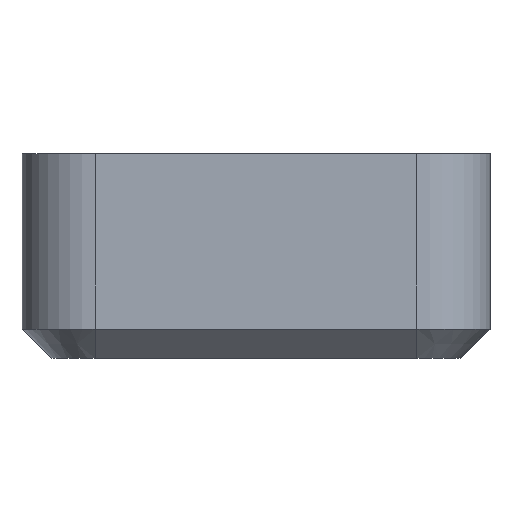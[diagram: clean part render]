
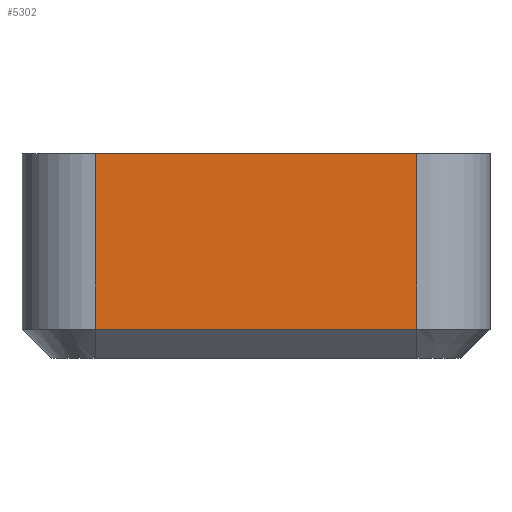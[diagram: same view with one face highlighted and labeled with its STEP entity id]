
A CAD part, left-side view. The second image highlights one B-rep face of the part: STEP entity #5302.
In plain terms, the highlighted planar face has unit normal (-1, 0, 0).
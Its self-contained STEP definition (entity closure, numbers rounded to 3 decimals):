
#2395 = PLANE('',#2396);
#2396 = AXIS2_PLACEMENT_3D('',#2397,#2398,#2399);
#2397 = CARTESIAN_POINT('',(-46.,-16.,7.));
#2398 = DIRECTION('',(0.,0.,1.));
#2399 = DIRECTION('',(1.,0.,0.));
#4209 = EDGE_CURVE('',#4210,#4212,#4214,.T.);
#4210 = VERTEX_POINT('',#4211);
#4211 = CARTESIAN_POINT('',(-46.,-11.,7.));
#4212 = VERTEX_POINT('',#4213);
#4213 = CARTESIAN_POINT('',(-46.,11.,7.));
#4214 = SURFACE_CURVE('',#4215,(#4219,#4226),.PCURVE_S1.);
#4215 = LINE('',#4216,#4217);
#4216 = CARTESIAN_POINT('',(-46.,-16.,7.));
#4217 = VECTOR('',#4218,1.);
#4218 = DIRECTION('',(0.,1.,0.));
#4219 = PCURVE('',#2395,#4220);
#4220 = DEFINITIONAL_REPRESENTATION('',(#4221),#4225);
#4221 = LINE('',#4222,#4223);
#4222 = CARTESIAN_POINT('',(0.,0.));
#4223 = VECTOR('',#4224,1.);
#4224 = DIRECTION('',(0.,1.));
#4225 = ( GEOMETRIC_REPRESENTATION_CONTEXT(2) 
PARAMETRIC_REPRESENTATION_CONTEXT() REPRESENTATION_CONTEXT('2D SPACE',''
  ) );
#4226 = PCURVE('',#4227,#4232);
#4227 = PLANE('',#4228);
#4228 = AXIS2_PLACEMENT_3D('',#4229,#4230,#4231);
#4229 = CARTESIAN_POINT('',(-46.,-16.,-7.));
#4230 = DIRECTION('',(1.,0.,0.));
#4231 = DIRECTION('',(0.,0.,1.));
#4232 = DEFINITIONAL_REPRESENTATION('',(#4233),#4237);
#4233 = LINE('',#4234,#4235);
#4234 = CARTESIAN_POINT('',(14.,0.));
#4235 = VECTOR('',#4236,1.);
#4236 = DIRECTION('',(0.,-1.));
#4237 = ( GEOMETRIC_REPRESENTATION_CONTEXT(2) 
PARAMETRIC_REPRESENTATION_CONTEXT() REPRESENTATION_CONTEXT('2D SPACE',''
  ) );
#4256 = CYLINDRICAL_SURFACE('',#4257,5.);
#4257 = AXIS2_PLACEMENT_3D('',#4258,#4259,#4260);
#4258 = CARTESIAN_POINT('',(-41.,-11.,-7.));
#4259 = DIRECTION('',(0.,0.,1.));
#4260 = DIRECTION('',(-1.,-0.,0.));
#4506 = CYLINDRICAL_SURFACE('',#4507,5.);
#4507 = AXIS2_PLACEMENT_3D('',#4508,#4509,#4510);
#4508 = CARTESIAN_POINT('',(-41.,11.,-7.));
#4509 = DIRECTION('',(0.,0.,1.));
#4510 = DIRECTION('',(-1.,-0.,0.));
#5302 = ADVANCED_FACE('',(#5303),#4227,.F.);
#5303 = FACE_BOUND('',#5304,.F.);
#5304 = EDGE_LOOP('',(#5305,#5328,#5356,#5377));
#5305 = ORIENTED_EDGE('',*,*,#5306,.F.);
#5306 = EDGE_CURVE('',#5307,#4210,#5309,.T.);
#5307 = VERTEX_POINT('',#5308);
#5308 = CARTESIAN_POINT('',(-46.,-11.,-5.));
#5309 = SURFACE_CURVE('',#5310,(#5314,#5321),.PCURVE_S1.);
#5310 = LINE('',#5311,#5312);
#5311 = CARTESIAN_POINT('',(-46.,-11.,-7.));
#5312 = VECTOR('',#5313,1.);
#5313 = DIRECTION('',(0.,0.,1.));
#5314 = PCURVE('',#4227,#5315);
#5315 = DEFINITIONAL_REPRESENTATION('',(#5316),#5320);
#5316 = LINE('',#5317,#5318);
#5317 = CARTESIAN_POINT('',(0.,-5.));
#5318 = VECTOR('',#5319,1.);
#5319 = DIRECTION('',(1.,0.));
#5320 = ( GEOMETRIC_REPRESENTATION_CONTEXT(2) 
PARAMETRIC_REPRESENTATION_CONTEXT() REPRESENTATION_CONTEXT('2D SPACE',''
  ) );
#5321 = PCURVE('',#4256,#5322);
#5322 = DEFINITIONAL_REPRESENTATION('',(#5323),#5327);
#5323 = LINE('',#5324,#5325);
#5324 = CARTESIAN_POINT('',(0.,0.));
#5325 = VECTOR('',#5326,1.);
#5326 = DIRECTION('',(0.,1.));
#5327 = ( GEOMETRIC_REPRESENTATION_CONTEXT(2) 
PARAMETRIC_REPRESENTATION_CONTEXT() REPRESENTATION_CONTEXT('2D SPACE',''
  ) );
#5328 = ORIENTED_EDGE('',*,*,#5329,.T.);
#5329 = EDGE_CURVE('',#5307,#5330,#5332,.T.);
#5330 = VERTEX_POINT('',#5331);
#5331 = CARTESIAN_POINT('',(-46.,11.,-5.));
#5332 = SURFACE_CURVE('',#5333,(#5337,#5344),.PCURVE_S1.);
#5333 = LINE('',#5334,#5335);
#5334 = CARTESIAN_POINT('',(-46.,-11.,-5.));
#5335 = VECTOR('',#5336,1.);
#5336 = DIRECTION('',(0.,1.,0.));
#5337 = PCURVE('',#4227,#5338);
#5338 = DEFINITIONAL_REPRESENTATION('',(#5339),#5343);
#5339 = LINE('',#5340,#5341);
#5340 = CARTESIAN_POINT('',(2.,-5.));
#5341 = VECTOR('',#5342,1.);
#5342 = DIRECTION('',(0.,-1.));
#5343 = ( GEOMETRIC_REPRESENTATION_CONTEXT(2) 
PARAMETRIC_REPRESENTATION_CONTEXT() REPRESENTATION_CONTEXT('2D SPACE',''
  ) );
#5344 = PCURVE('',#5345,#5350);
#5345 = PLANE('',#5346);
#5346 = AXIS2_PLACEMENT_3D('',#5347,#5348,#5349);
#5347 = CARTESIAN_POINT('',(-45.,-11.,-6.));
#5348 = DIRECTION('',(-0.707,0.,-0.707));
#5349 = DIRECTION('',(0.,1.,0.));
#5350 = DEFINITIONAL_REPRESENTATION('',(#5351),#5355);
#5351 = LINE('',#5352,#5353);
#5352 = CARTESIAN_POINT('',(0.,-1.414));
#5353 = VECTOR('',#5354,1.);
#5354 = DIRECTION('',(1.,0.));
#5355 = ( GEOMETRIC_REPRESENTATION_CONTEXT(2) 
PARAMETRIC_REPRESENTATION_CONTEXT() REPRESENTATION_CONTEXT('2D SPACE',''
  ) );
#5356 = ORIENTED_EDGE('',*,*,#5357,.T.);
#5357 = EDGE_CURVE('',#5330,#4212,#5358,.T.);
#5358 = SURFACE_CURVE('',#5359,(#5363,#5370),.PCURVE_S1.);
#5359 = LINE('',#5360,#5361);
#5360 = CARTESIAN_POINT('',(-46.,11.,-7.));
#5361 = VECTOR('',#5362,1.);
#5362 = DIRECTION('',(0.,0.,1.));
#5363 = PCURVE('',#4227,#5364);
#5364 = DEFINITIONAL_REPRESENTATION('',(#5365),#5369);
#5365 = LINE('',#5366,#5367);
#5366 = CARTESIAN_POINT('',(0.,-27.));
#5367 = VECTOR('',#5368,1.);
#5368 = DIRECTION('',(1.,0.));
#5369 = ( GEOMETRIC_REPRESENTATION_CONTEXT(2) 
PARAMETRIC_REPRESENTATION_CONTEXT() REPRESENTATION_CONTEXT('2D SPACE',''
  ) );
#5370 = PCURVE('',#4506,#5371);
#5371 = DEFINITIONAL_REPRESENTATION('',(#5372),#5376);
#5372 = LINE('',#5373,#5374);
#5373 = CARTESIAN_POINT('',(-0.,0.));
#5374 = VECTOR('',#5375,1.);
#5375 = DIRECTION('',(-0.,1.));
#5376 = ( GEOMETRIC_REPRESENTATION_CONTEXT(2) 
PARAMETRIC_REPRESENTATION_CONTEXT() REPRESENTATION_CONTEXT('2D SPACE',''
  ) );
#5377 = ORIENTED_EDGE('',*,*,#4209,.F.);
